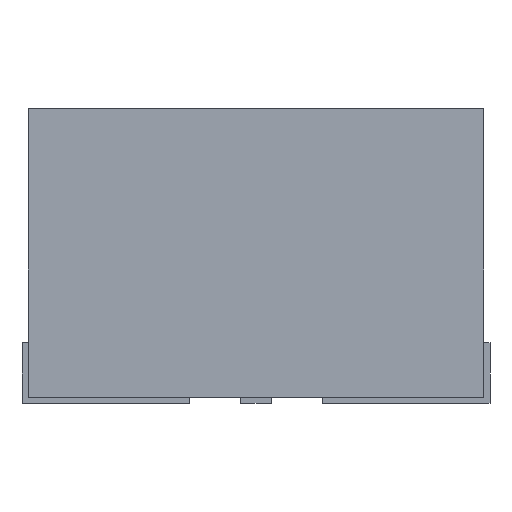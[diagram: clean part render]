
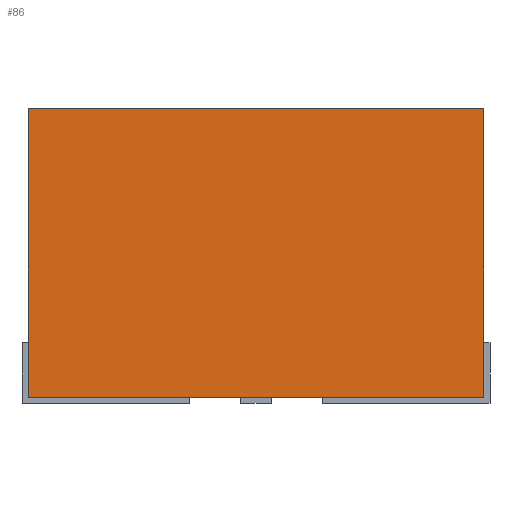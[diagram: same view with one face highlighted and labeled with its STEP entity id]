
A CAD part, front view. The second image highlights one B-rep face of the part: STEP entity #86.
In plain terms, the highlighted planar face has unit normal (0, -1, 0).
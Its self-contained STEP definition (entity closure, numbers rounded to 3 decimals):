
#13=DIRECTION('',(0.,0.,1.));
#14=DIRECTION('',(1.,0.,0.));
#62=EDGE_CURVE('',#63,#65,#67,.T.);
#63=VERTEX_POINT('',#64);
#64=CARTESIAN_POINT('',(-0.75,-1.25,0.02));
#65=VERTEX_POINT('',#66);
#66=CARTESIAN_POINT('',(-0.75,-1.25,0.97));
#67=LINE('',#64,#68);
#68=VECTOR('',#13,1.);
#75=DIRECTION('',(0.,1.,0.));
#86=ADVANCED_FACE('',(#87),#104,.F.);
#87=FACE_BOUND('',#88,.F.);
#88=EDGE_LOOP('',(#89,#95,#96,#101));
#89=ORIENTED_EDGE('',*,*,#90,.F.);
#90=EDGE_CURVE('',#63,#91,#93,.T.);
#91=VERTEX_POINT('',#92);
#92=CARTESIAN_POINT('',(0.75,-1.25,0.02));
#93=LINE('',#64,#94);
#94=VECTOR('',#14,1.);
#95=ORIENTED_EDGE('',*,*,#62,.T.);
#96=ORIENTED_EDGE('',*,*,#97,.T.);
#97=EDGE_CURVE('',#65,#98,#100,.T.);
#98=VERTEX_POINT('',#99);
#99=CARTESIAN_POINT('',(0.75,-1.25,0.97));
#100=LINE('',#66,#94);
#101=ORIENTED_EDGE('',*,*,#102,.F.);
#102=EDGE_CURVE('',#91,#98,#103,.T.);
#103=LINE('',#92,#68);
#104=PLANE('',#105);
#105=AXIS2_PLACEMENT_3D('',#64,#75,#13);
